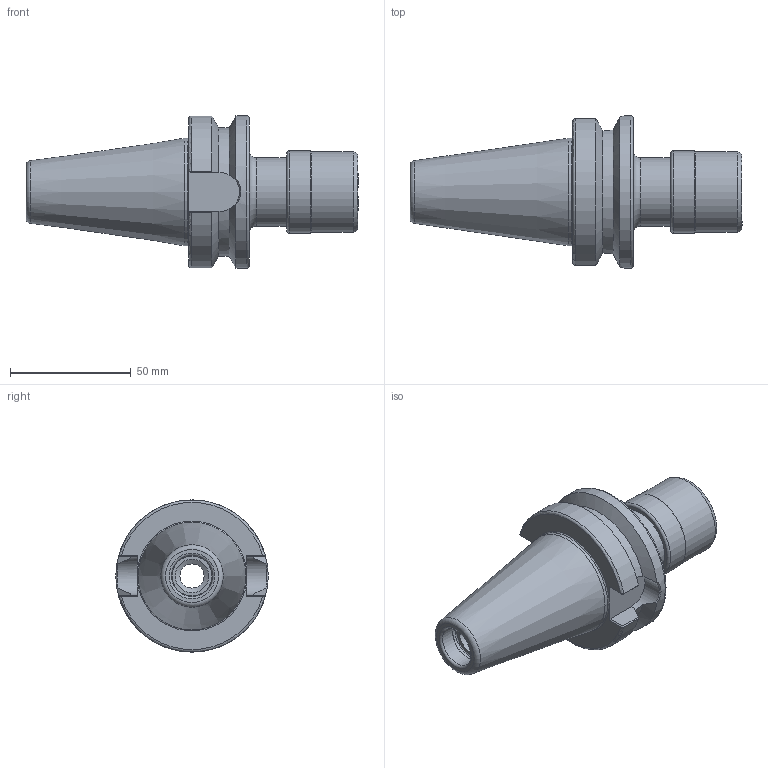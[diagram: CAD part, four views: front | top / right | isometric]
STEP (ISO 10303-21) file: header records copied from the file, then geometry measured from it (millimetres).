
FILE_DESCRIPTION(/* description */ (''),/* implementation_level */ '2;1');
FILE_NAME(/* name */ 'BT40-RT1-072.stp',/* time_stamp */ '2019-08-02T09:29:48-05:00',/* author */ ('ldfli'),/* organization */ (''),/* preprocessor_version */ 'ST-DEVELOPER v18',/* originating_system */ 'Autodesk Inventor LT',/* authorisation */ '');
FILE_SCHEMA (('AUTOMOTIVE_DESIGN { 1 0 10303 214 3 1 1 }'));
Length unit declared in the file: millimetre
Products named in the file (1): BT40-RT1-072
Bounding box: 137.4 x 63 x 63 mm (x, y, z)
Volume: 148721.9 mm3; surface area: 31524.1 mm2
Topology: 1 solids, 1 shells, 95 faces, 277 edges, 191 vertices
Faces by surface type: plane 33, cylinder 21, cone 18, torus 13, bspline 10
Full cylindrical faces by diameter (mm): 10 x1, 13.835 x1, 17 x1, 17.5 x1, 19 x1, 19.4 x1, 24.6 x1, 25 x2, 28 x1, 28.199 x1, 28.9 x1, 33.5 x1, 34 x1, 63 x1
Entity records: 3780 total; most frequent: CARTESIAN_POINT 1195, ORIENTED_EDGE 554, DIRECTION 533, EDGE_CURVE 277, AXIS2_PLACEMENT_3D 221, VERTEX_POINT 191, CIRCLE 135, EDGE_LOOP 104
